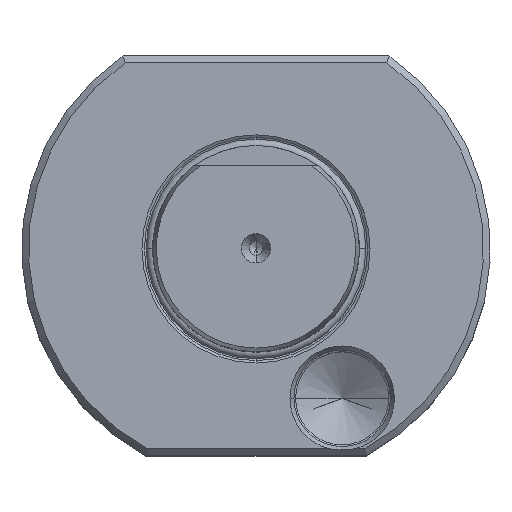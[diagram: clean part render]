
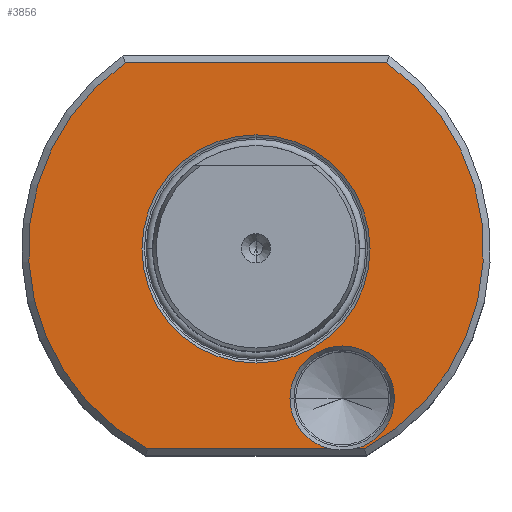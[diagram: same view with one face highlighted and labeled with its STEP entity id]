
A CAD part, top view. The second image highlights one B-rep face of the part: STEP entity #3856.
In plain terms, the highlighted planar face has unit normal (0, 0, 1).
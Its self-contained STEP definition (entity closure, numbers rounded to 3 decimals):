
#796=CARTESIAN_POINT('',(0,0,0.5));
#797=DIRECTION('',(0,0,1));
#798=DIRECTION('',(0,1,0));
#799=AXIS2_PLACEMENT_3D('',#796,#797,#798);
#801=CARTESIAN_POINT('',(0,0,0.5));
#802=DIRECTION('',(0,0,-1));
#803=DIRECTION('',(0,1,0));
#804=AXIS2_PLACEMENT_3D('',#801,#802,#803);
#806=DIRECTION('',(-1,0,0));
#807=VECTOR('',#806,37.947);
#808=CARTESIAN_POINT('',(18.974,27,0.5));
#809=LINE('',#808,#807);
#810=CARTESIAN_POINT('',(0,0,0.5));
#811=DIRECTION('',(0,0,1));
#812=DIRECTION('',(0.477,-0.879,0));
#813=AXIS2_PLACEMENT_3D('',#810,#811,#812);
#815=DIRECTION('',(1,0,0));
#816=VECTOR('',#815,1.403);
#817=CARTESIAN_POINT('',(14.345,-29,0.5));
#818=LINE('',#817,#816);
#819=CARTESIAN_POINT('',(12.5,-21.651,0.5));
#820=DIRECTION('',(0,0,1));
#821=DIRECTION('',(0.244,-0.97,0));
#822=AXIS2_PLACEMENT_3D('',#819,#820,#821);
#824=CARTESIAN_POINT('',(12.5,-21.651,0.5));
#825=DIRECTION('',(0,0,1));
#826=DIRECTION('',(1,0,0));
#827=AXIS2_PLACEMENT_3D('',#824,#825,#826);
#829=CARTESIAN_POINT('',(12.5,-21.651,0.5));
#830=DIRECTION('',(0,0,1));
#831=DIRECTION('',(-1,0,0));
#832=AXIS2_PLACEMENT_3D('',#829,#830,#831);
#834=DIRECTION('',(1,0,0));
#835=VECTOR('',#834,26.403);
#836=CARTESIAN_POINT('',(-15.748,-29,0.5));
#837=LINE('',#836,#835);
#838=CARTESIAN_POINT('',(0,0,0.5));
#839=DIRECTION('',(0,0,1));
#840=DIRECTION('',(-0.575,0.818,0));
#841=AXIS2_PLACEMENT_3D('',#838,#839,#840);
#843=CARTESIAN_POINT('',(-18.974,27,0.5));
#853=CARTESIAN_POINT('',(-15.748,-29,0.5));
#2391=CARTESIAN_POINT('',(18.974,27,0.5));
#2393=CARTESIAN_POINT('',(15.748,-29,0.5));
#2487=CARTESIAN_POINT('',(0,16.55,0.5));
#2489=VERTEX_POINT('',#2487);
#2493=CARTESIAN_POINT('',(0,-16.55,0.5));
#2495=VERTEX_POINT('',#2493);
#2691=CARTESIAN_POINT('',(20.078,-21.651,0.5));
#2692=CARTESIAN_POINT('',(4.923,-21.651,0.5));
#2693=VERTEX_POINT('',#2691);
#2694=VERTEX_POINT('',#2692);
#2773=VERTEX_POINT('',#843);
#2777=VERTEX_POINT('',#2391);
#2783=VERTEX_POINT('',#2393);
#2785=CARTESIAN_POINT('',(14.345,-29,0.5));
#2786=VERTEX_POINT('',#2785);
#2788=VERTEX_POINT('',#853);
#2789=CARTESIAN_POINT('',(10.655,-29,0.5));
#2790=VERTEX_POINT('',#2789);
#3829=CARTESIAN_POINT('',(0,0,0.5));
#3830=DIRECTION('',(0,0,-1));
#3831=DIRECTION('',(0,-1,0));
#3832=AXIS2_PLACEMENT_3D('',#3829,#3830,#3831);
#3833=PLANE('',#3832);
#3835=ORIENTED_EDGE('',*,*,#3834,.F.);
#3837=ORIENTED_EDGE('',*,*,#3836,.F.);
#3839=ORIENTED_EDGE('',*,*,#3838,.F.);
#3841=ORIENTED_EDGE('',*,*,#3840,.T.);
#3843=ORIENTED_EDGE('',*,*,#3842,.T.);
#3845=ORIENTED_EDGE('',*,*,#3844,.T.);
#3847=ORIENTED_EDGE('',*,*,#3846,.F.);
#3849=ORIENTED_EDGE('',*,*,#3848,.F.);
#3850=EDGE_LOOP('',(#3835,#3837,#3839,#3841,#3843,#3845,#3847,#3849));
#3851=FACE_OUTER_BOUND('',#3850,.F.);
#3852=ORIENTED_EDGE('',*,*,#3811,.T.);
#3853=ORIENTED_EDGE('',*,*,#3822,.F.);
#3854=EDGE_LOOP('',(#3852,#3853));
#3855=FACE_BOUND('',#3854,.F.);
#3856=ADVANCED_FACE('',(#3851,#3855),#3833,.F.);
#800=CIRCLE('',#799,16.55);
#805=CIRCLE('',#804,16.55);
#814=CIRCLE('',#813,33);
#823=CIRCLE('',#822,7.578);
#828=CIRCLE('',#827,7.578);
#833=CIRCLE('',#832,7.578);
#842=CIRCLE('',#841,33);
#3811=EDGE_CURVE('',#2489,#2495,#800,.T.);
#3822=EDGE_CURVE('',#2489,#2495,#805,.T.);
#3834=EDGE_CURVE('',#2777,#2773,#809,.T.);
#3836=EDGE_CURVE('',#2783,#2777,#814,.T.);
#3838=EDGE_CURVE('',#2786,#2783,#818,.T.);
#3840=EDGE_CURVE('',#2786,#2693,#823,.T.);
#3842=EDGE_CURVE('',#2693,#2694,#828,.T.);
#3844=EDGE_CURVE('',#2694,#2790,#833,.T.);
#3846=EDGE_CURVE('',#2788,#2790,#837,.T.);
#3848=EDGE_CURVE('',#2773,#2788,#842,.T.);
